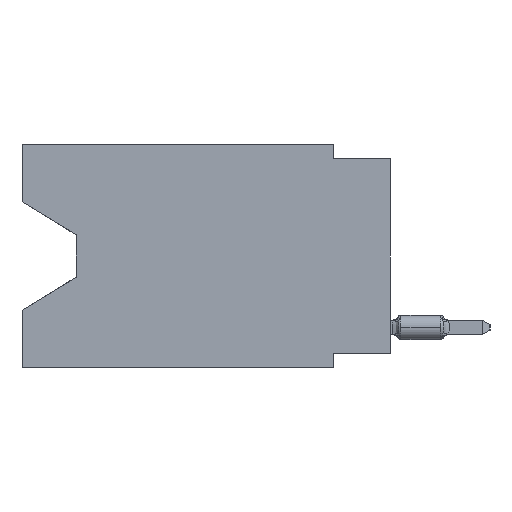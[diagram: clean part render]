
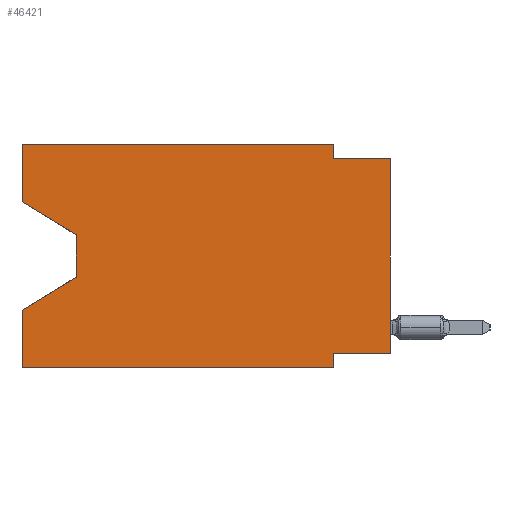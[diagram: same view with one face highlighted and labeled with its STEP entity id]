
A CAD part, left-side view. The second image highlights one B-rep face of the part: STEP entity #46421.
In plain terms, the highlighted planar face has unit normal (-1, 0, 0).
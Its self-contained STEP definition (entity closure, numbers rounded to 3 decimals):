
#202 = ORIENTED_EDGE ( 'NONE', *, *, #35276, .F. ) ;
#428 = CARTESIAN_POINT ( 'NONE',  ( 0., 2.54, 0. ) ) ;
#2106 = VECTOR ( 'NONE', #32837, 1000. ) ;
#2143 = ORIENTED_EDGE ( 'NONE', *, *, #46966, .T. ) ;
#3116 = VECTOR ( 'NONE', #10814, 1000. ) ;
#3604 = VERTEX_POINT ( 'NONE', #45151 ) ;
#3784 = EDGE_CURVE ( 'NONE', #22989, #7416, #29165, .T. ) ;
#3861 = ORIENTED_EDGE ( 'NONE', *, *, #3784, .T. ) ;
#4603 = CARTESIAN_POINT ( 'NONE',  ( 0., 16.383, 0. ) ) ;
#5675 = VERTEX_POINT ( 'NONE', #59215 ) ;
#5848 = VECTOR ( 'NONE', #32348, 1000. ) ;
#6076 = LINE ( 'NONE', #34627, #15382 ) ;
#7416 = VERTEX_POINT ( 'NONE', #57546 ) ;
#8002 = ORIENTED_EDGE ( 'NONE', *, *, #35416, .F. ) ;
#9599 = EDGE_CURVE ( 'NONE', #55887, #44283, #24395, .T. ) ;
#10253 = DIRECTION ( 'NONE',  ( 0., 0., 1. ) ) ;
#10814 = DIRECTION ( 'NONE',  ( 0., -1., 0. ) ) ;
#11121 = LINE ( 'NONE', #52871, #3116 ) ;
#14019 = VECTOR ( 'NONE', #10253, 1000. ) ;
#14577 = FACE_OUTER_BOUND ( 'NONE', #37989, .T. ) ;
#14839 = AXIS2_PLACEMENT_3D ( 'NONE', #14895, #29021, #43119 ) ;
#14895 = CARTESIAN_POINT ( 'NONE',  ( 0., 16.383, 0. ) ) ;
#15382 = VECTOR ( 'NONE', #30037, 1000. ) ;
#15822 = CARTESIAN_POINT ( 'NONE',  ( 0., 13.97, -4.013 ) ) ;
#17035 = LINE ( 'NONE', #36041, #5848 ) ;
#17269 = DIRECTION ( 'NONE',  ( 0., 0., -1. ) ) ;
#17700 = LINE ( 'NONE', #60668, #25395 ) ;
#18068 = EDGE_CURVE ( 'NONE', #53125, #5675, #54430, .T. ) ;
#18378 = CARTESIAN_POINT ( 'NONE',  ( 0., 0., -9.271 ) ) ;
#18652 = EDGE_CURVE ( 'NONE', #54895, #22989, #17700, .T. ) ;
#18771 = CARTESIAN_POINT ( 'NONE',  ( 0., 2.54, -9.906 ) ) ;
#18870 = LINE ( 'NONE', #55715, #39663 ) ;
#20059 = EDGE_CURVE ( 'NONE', #32144, #53125, #40207, .T. ) ;
#20568 = VECTOR ( 'NONE', #58632, 1000. ) ;
#20758 = CARTESIAN_POINT ( 'NONE',  ( 0., 16.383, -2.546 ) ) ;
#21310 = ORIENTED_EDGE ( 'NONE', *, *, #20059, .F. ) ;
#21379 = VERTEX_POINT ( 'NONE', #27622 ) ;
#22012 = ORIENTED_EDGE ( 'NONE', *, *, #42695, .F. ) ;
#22617 = DIRECTION ( 'NONE',  ( 0., 0., -1. ) ) ;
#22962 = VECTOR ( 'NONE', #34204, 1000. ) ;
#22989 = VERTEX_POINT ( 'NONE', #36009 ) ;
#24395 = LINE ( 'NONE', #56622, #14019 ) ;
#24399 = LINE ( 'NONE', #428, #22962 ) ;
#25395 = VECTOR ( 'NONE', #22617, 1000. ) ;
#27622 = CARTESIAN_POINT ( 'NONE',  ( 0., 16.383, -9.906 ) ) ;
#28848 = ORIENTED_EDGE ( 'NONE', *, *, #9599, .T. ) ;
#29021 = DIRECTION ( 'NONE',  ( 1., 0., 0. ) ) ;
#29165 = LINE ( 'NONE', #33130, #2106 ) ;
#30037 = DIRECTION ( 'NONE',  ( 0., -0.855, -0.519 ) ) ;
#30193 = CARTESIAN_POINT ( 'NONE',  ( 0., 0., -0.635 ) ) ;
#30691 = ORIENTED_EDGE ( 'NONE', *, *, #43483, .F. ) ;
#31099 = CARTESIAN_POINT ( 'NONE',  ( 0., 16.383, 0. ) ) ;
#32144 = VERTEX_POINT ( 'NONE', #20758 ) ;
#32348 = DIRECTION ( 'NONE',  ( 0., -1., 0. ) ) ;
#32433 = CARTESIAN_POINT ( 'NONE',  ( 0., 16.383, 0. ) ) ;
#32837 = DIRECTION ( 'NONE',  ( 0., 0.855, -0.519 ) ) ;
#33028 = DIRECTION ( 'NONE',  ( 0., 0., 1. ) ) ;
#33130 = CARTESIAN_POINT ( 'NONE',  ( 0., 13.97, -5.893 ) ) ;
#34204 = DIRECTION ( 'NONE',  ( 0., 0., -1. ) ) ;
#34627 = CARTESIAN_POINT ( 'NONE',  ( 0., 16.383, -2.546 ) ) ;
#35276 = EDGE_CURVE ( 'NONE', #55887, #3604, #18870, .T. ) ;
#35416 = EDGE_CURVE ( 'NONE', #5675, #58854, #24399, .T. ) ;
#35980 = CARTESIAN_POINT ( 'NONE',  ( 0., 2.54, -9.906 ) ) ;
#36009 = CARTESIAN_POINT ( 'NONE',  ( 0., 13.97, -5.893 ) ) ;
#36041 = CARTESIAN_POINT ( 'NONE',  ( 0., 0., -0.635 ) ) ;
#37989 = EDGE_LOOP ( 'NONE', ( #50083, #52730, #3861, #30691, #2143, #52063, #202, #28848, #22012, #8002, #51513, #21310 ) ) ;
#38180 = VECTOR ( 'NONE', #59638, 1000. ) ;
#39663 = VECTOR ( 'NONE', #50501, 1000. ) ;
#39901 = CARTESIAN_POINT ( 'NONE',  ( 0., 16.383, 0. ) ) ;
#40207 = LINE ( 'NONE', #39901, #20568 ) ;
#40865 = EDGE_CURVE ( 'NONE', #3604, #56596, #44889, .T. ) ;
#41949 = VECTOR ( 'NONE', #17269, 1000. ) ;
#42695 = EDGE_CURVE ( 'NONE', #58854, #44283, #17035, .T. ) ;
#43119 = DIRECTION ( 'NONE',  ( 0., 0., -1. ) ) ;
#43483 = EDGE_CURVE ( 'NONE', #21379, #7416, #51753, .T. ) ;
#44283 = VERTEX_POINT ( 'NONE', #30193 ) ;
#44889 = LINE ( 'NONE', #35980, #41949 ) ;
#45151 = CARTESIAN_POINT ( 'NONE',  ( 0., 2.54, -9.271 ) ) ;
#46421 = ADVANCED_FACE ( 'NONE', ( #14577 ), #52343, .F. ) ;
#46966 = EDGE_CURVE ( 'NONE', #21379, #56596, #11121, .T. ) ;
#50083 = ORIENTED_EDGE ( 'NONE', *, *, #50987, .T. ) ;
#50501 = DIRECTION ( 'NONE',  ( 0., 1., 0. ) ) ;
#50987 = EDGE_CURVE ( 'NONE', #32144, #54895, #6076, .T. ) ;
#51513 = ORIENTED_EDGE ( 'NONE', *, *, #18068, .F. ) ;
#51753 = LINE ( 'NONE', #32433, #54879 ) ;
#52063 = ORIENTED_EDGE ( 'NONE', *, *, #40865, .F. ) ;
#52343 = PLANE ( 'NONE',  #14839 ) ;
#52730 = ORIENTED_EDGE ( 'NONE', *, *, #18652, .T. ) ;
#52871 = CARTESIAN_POINT ( 'NONE',  ( 0., 16.383, -9.906 ) ) ;
#53125 = VERTEX_POINT ( 'NONE', #4603 ) ;
#54430 = LINE ( 'NONE', #31099, #38180 ) ;
#54879 = VECTOR ( 'NONE', #33028, 1000. ) ;
#54895 = VERTEX_POINT ( 'NONE', #15822 ) ;
#54963 = CARTESIAN_POINT ( 'NONE',  ( 0., 2.54, -0.635 ) ) ;
#55715 = CARTESIAN_POINT ( 'NONE',  ( 0., 0., -9.271 ) ) ;
#55887 = VERTEX_POINT ( 'NONE', #18378 ) ;
#56596 = VERTEX_POINT ( 'NONE', #18771 ) ;
#56622 = CARTESIAN_POINT ( 'NONE',  ( 0., 0., 0. ) ) ;
#57546 = CARTESIAN_POINT ( 'NONE',  ( 0., 16.383, -7.36 ) ) ;
#58632 = DIRECTION ( 'NONE',  ( 0., 0., 1. ) ) ;
#58854 = VERTEX_POINT ( 'NONE', #54963 ) ;
#59215 = CARTESIAN_POINT ( 'NONE',  ( 0., 2.54, 0. ) ) ;
#59638 = DIRECTION ( 'NONE',  ( 0., -1., 0. ) ) ;
#60668 = CARTESIAN_POINT ( 'NONE',  ( 0., 13.97, -4.013 ) ) ;
